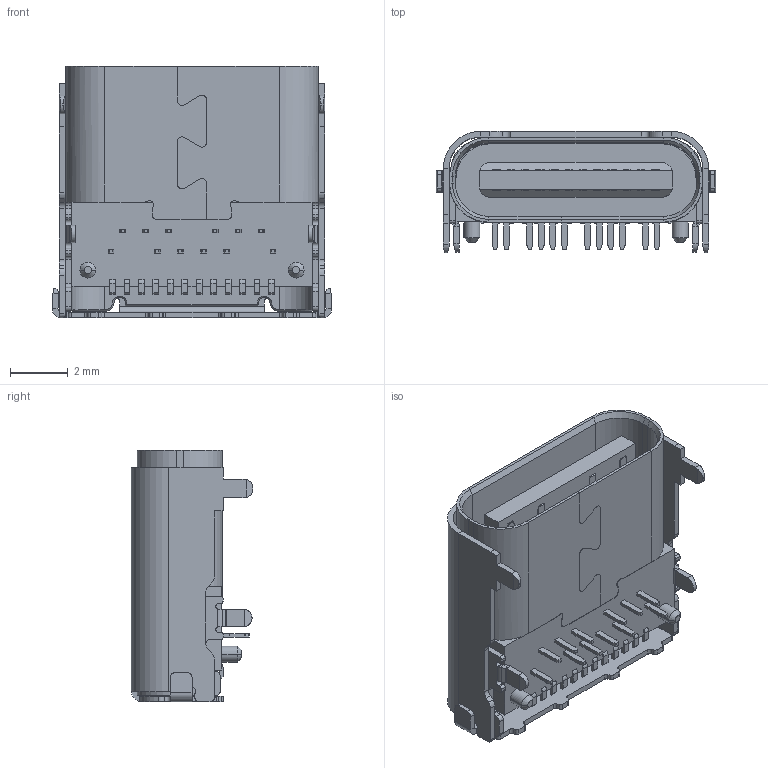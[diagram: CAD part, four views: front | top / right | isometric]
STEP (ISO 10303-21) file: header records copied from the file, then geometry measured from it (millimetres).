
FILE_DESCRIPTION((''),'2;1');
FILE_NAME('10137062C','2015-10-16T',('taik'),('FCI - ELX Division'),'PRO/ENGINEER BY PARAMETRIC TECHNOLOGY CORPORATION, 2013150','PRO/ENGINEER BY PARAMETRIC TECHNOLOGY CORPORATION, 2013150','');
FILE_SCHEMA(('AUTOMOTIVE_DESIGN { 1 0 10303 214 1 1 1 1 }'));
Length unit declared in the file: millimetre
Products named in the file (1): 10137062C
Bounding box: 9.65 x 4.2 x 8.7 mm (x, y, z)
Volume: 141.3 mm3; surface area: 747.6 mm2
Topology: 2 solids, 2 shells, 878 faces, 2449 edges, 1580 vertices
Faces by surface type: plane 589, cylinder 271, cone 14, bspline 4
Entity records: 28404 total; most frequent: CARTESIAN_POINT 5328, ORIENTED_EDGE 4898, DIRECTION 4699, EDGE_CURVE 2449, VECTOR 1819, LINE 1819, VERTEX_POINT 1580, AXIS2_PLACEMENT_3D 1440
